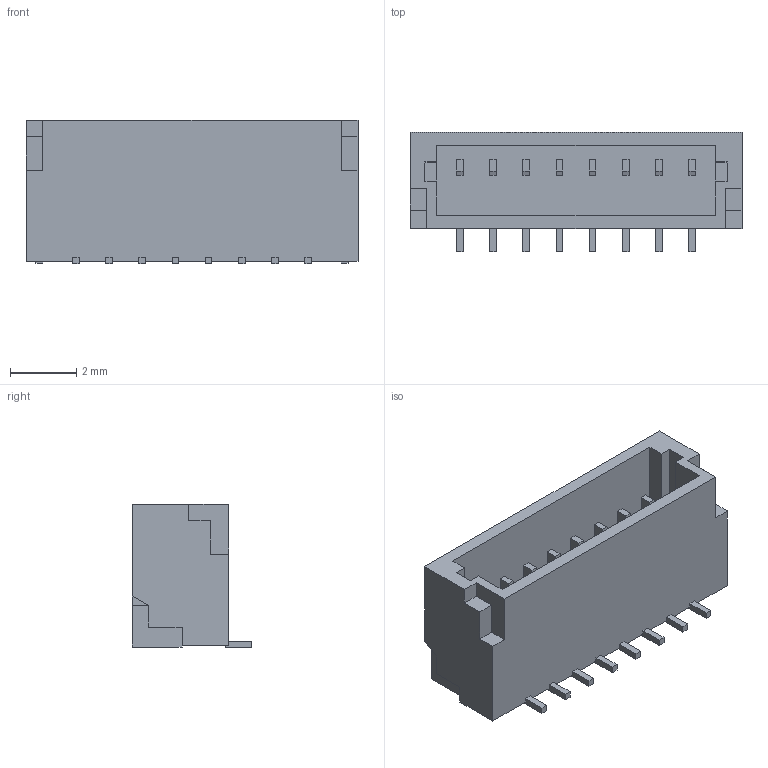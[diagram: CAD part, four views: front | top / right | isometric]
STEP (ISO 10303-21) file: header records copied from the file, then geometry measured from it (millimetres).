
FILE_DESCRIPTION( ( '' ), ' ' );
FILE_NAME( '582cad6c28f4af026779667e.step', '2016-11-16T19:03:08', ( '' ), ( '' ), ' ', ' ', ' ' );
FILE_SCHEMA( ( 'AUTOMOTIVE_DESIGN { 1 0 10303 214 1 1 1 1 }' ) );
Length unit declared in the file: metre
Products named in the file (1): Open CASCADE STEP translator 6.7 153
Bounding box: 10 x 3.6 x 4.32 mm (x, y, z)
Volume: 68.8 mm3; surface area: 256.4 mm2
Topology: 1 solids, 1 shells, 137 faces, 374 edges, 248 vertices
Faces by surface type: plane 137
Entity records: 7218 total; most frequent: CARTESIAN_POINT 760, ORIENTED_EDGE 748, DIRECTION 650, STYLED_ITEM 511, PRESENTATION_STYLE_ASSIGNMENT 511, COLOUR_RGB 511, EDGE_CURVE 374, CURVE_STYLE 374
